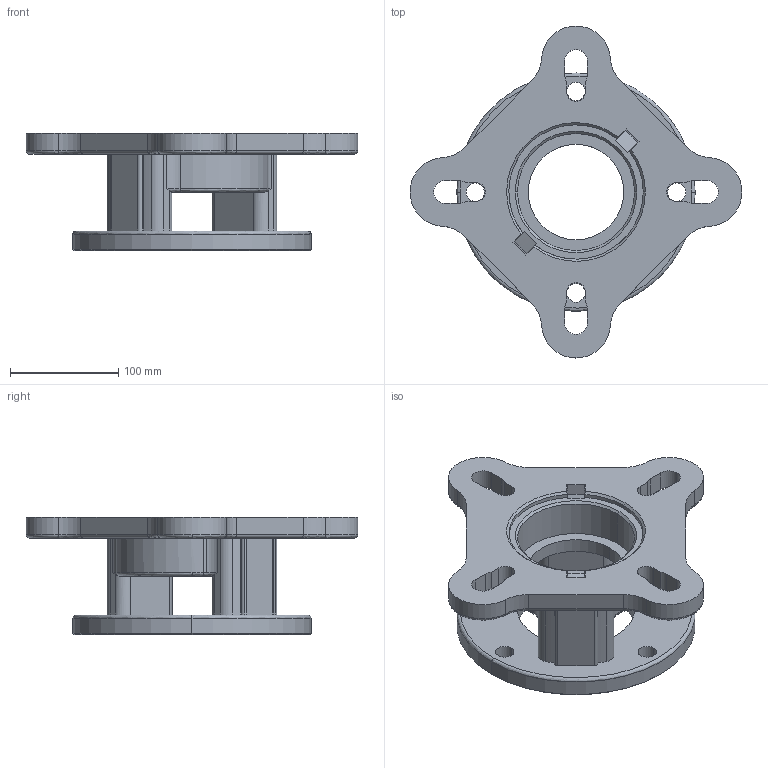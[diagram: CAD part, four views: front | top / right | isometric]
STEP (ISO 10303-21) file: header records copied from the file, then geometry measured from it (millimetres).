
FILE_DESCRIPTION (( 'STEP AP214' ), '1' );
FILE_NAME ('SMR5-CF.step', '2016-11-22T21:15:12', ( '' ), ( '' ), 'SwSTEP 2.0', 'SolidWorks 2016', '' );
FILE_SCHEMA (( 'AUTOMOTIVE_DESIGN' ));
Length unit declared in the file: inch
Products named in the file (1): SMR5-CF
Bounding box: 306.32 x 306.32 x 108 mm (x, y, z)
Volume: 1613268.5 mm3; surface area: 216686.9 mm2
Topology: 1 solids, 1 shells, 232 faces, 639 edges, 417 vertices
Faces by surface type: plane 87, cylinder 80, bspline 56, cone 9
Entity records: 10023 total; most frequent: CARTESIAN_POINT 4280, ORIENTED_EDGE 1278, DIRECTION 1079, EDGE_CURVE 639, VERTEX_POINT 417, AXIS2_PLACEMENT_3D 372, VECTOR 335, LINE 335
